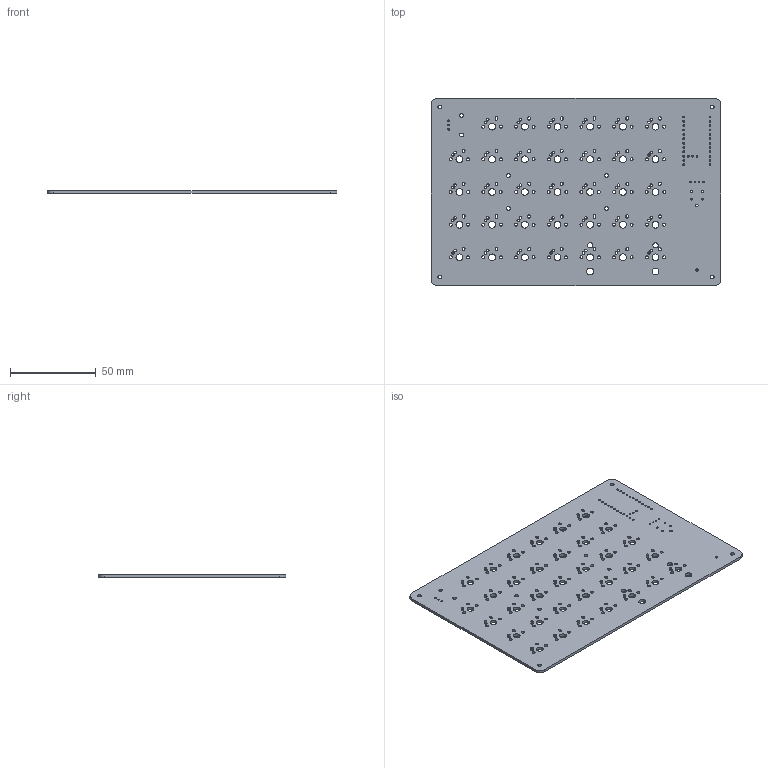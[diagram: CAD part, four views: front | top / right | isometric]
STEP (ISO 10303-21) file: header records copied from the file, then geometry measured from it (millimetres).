
FILE_DESCRIPTION(('KiCad electronic assembly'),'2;1');
FILE_NAME('Keyboard Left Hand Side.step','2022-02-19T04:35:25',('Pcbnew' ),('Kicad'),'Open CASCADE STEP processor 7.5', 'KiCad to STEP converter','Unknown');
FILE_SCHEMA(('AUTOMOTIVE_DESIGN { 1 0 10303 214 1 1 1 1 }'));
Length unit declared in the file: millimetre
Products named in the file (2): Keyboard Left Hand Side 1; Keyboard Left Hand Side PCB
Assembly tree (1 placements, depth 2):
  Keyboard Left Hand Side 1
    Keyboard Left Hand Side PCB
Bounding box: 168.91 x 109.22 x 1.6 mm (x, y, z)
Volume: 28050.3 mm3; surface area: 38439.1 mm2
Topology: 1 solids, 1 shells, 376 faces, 1122 edges, 748 vertices
Faces by surface type: cylinder 366, plane 10
Full cylindrical faces by diameter (mm): 0.813 x4, 1 x3, 1.092 x27, 1.1 x4, 1.4 x2, 1.47 x68, 1.75 x68, 2.2 x8, 3.048 x2, 3.988 x36
Entity records: 30823 total; most frequent: CARTESIAN_POINT 9020, DIRECTION 3986, ORIENTED_EDGE 2244, PCURVE 2244, DEFINITIONAL_REPRESENTATION 2244, LINE 1766, VECTOR 1766, EDGE_CURVE 1122
